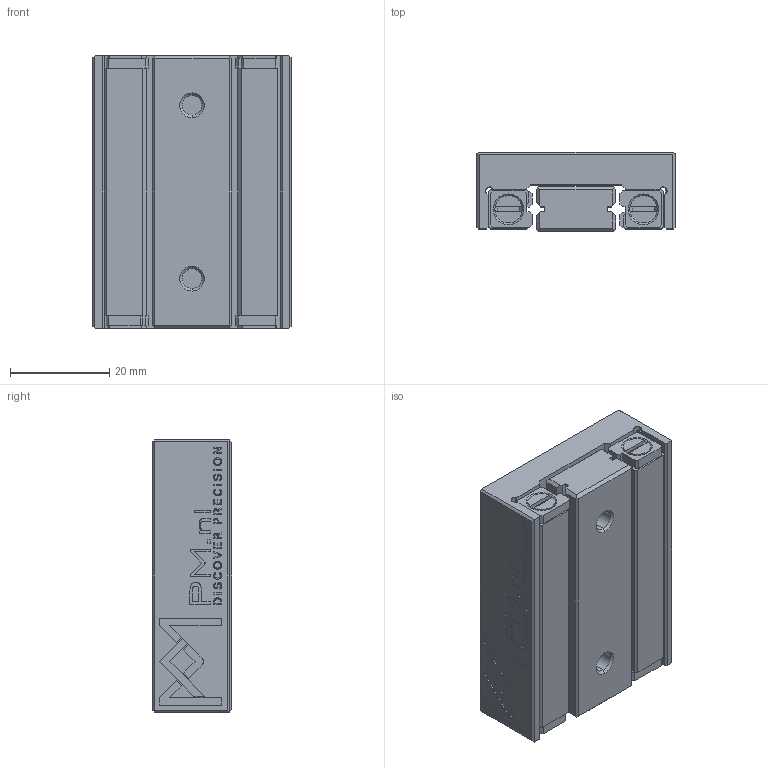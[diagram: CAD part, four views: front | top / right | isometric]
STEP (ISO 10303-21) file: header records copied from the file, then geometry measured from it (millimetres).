
FILE_DESCRIPTION(/* description */ (''),/* implementation_level */ '2;1');
FILE_NAME(/* name */ 'RTS-3055.stp',/* time_stamp */ '2024-10-04T10:53:49+02:00',/* author */ (''),/* organization */ (''),/* preprocessor_version */ 'ST-DEVELOPER v16.7',/* originating_system */ 'SIEMENS PLM Software NX 12.0',/* authorisation */ '');
FILE_SCHEMA (('AUTOMOTIVE_DESIGN { 1 0 10303 214 3 1 1 1 }'));
Length unit declared in the file: millimetre
Products named in the file (1): RTS-3055_stp
Bounding box: 40 x 16 x 55 mm (x, y, z)
Volume: 30782.4 mm3; surface area: 14388.4 mm2
Topology: 2 solids, 2 shells, 883 faces, 2339 edges, 1536 vertices
Faces by surface type: plane 609, bspline 180, cone 44, cylinder 42, torus 8
Entity records: 33773 total; most frequent: CARTESIAN_POINT 7333, ORIENTED_EDGE 4678, DIRECTION 3529, EDGE_CURVE 2339, LINE 1789, VECTOR 1789, VERTEX_POINT 1536, EDGE_LOOP 973
